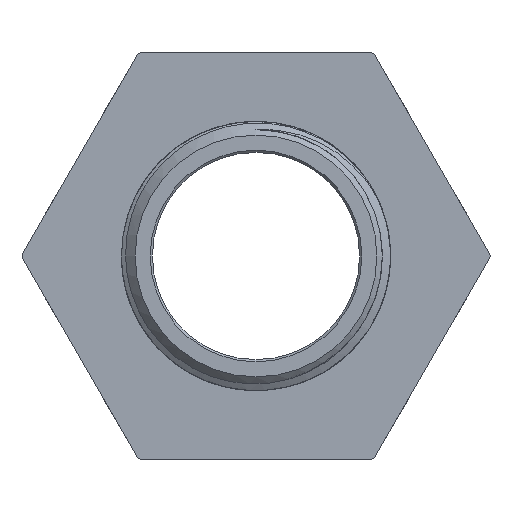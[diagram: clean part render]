
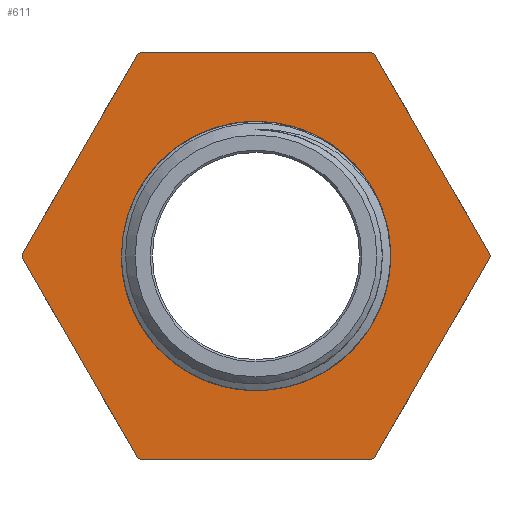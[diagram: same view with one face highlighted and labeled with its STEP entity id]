
A CAD part, left-side view. The second image highlights one B-rep face of the part: STEP entity #611.
In plain terms, the highlighted planar face has unit normal (-1, 0, 0).
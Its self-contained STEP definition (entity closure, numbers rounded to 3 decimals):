
#27=LINE('',#5278,#45);
#31=LINE('',#5303,#49);
#34=LINE('',#5318,#52);
#37=LINE('',#5333,#55);
#40=LINE('',#5348,#58);
#43=LINE('',#5363,#61);
#45=VECTOR('',#745,10.);
#49=VECTOR('',#751,10.);
#52=VECTOR('',#756,10.);
#55=VECTOR('',#761,10.);
#58=VECTOR('',#766,10.);
#61=VECTOR('',#771,10.);
#71=PLANE('',#681);
#96=FACE_BOUND('',#178,.T.);
#134=FACE_OUTER_BOUND('',#177,.T.);
#177=EDGE_LOOP('',(#527,#528,#529,#530,#531,#532,#533,#534,#535,#536,#537,
#538));
#178=EDGE_LOOP('',(#539));
#198=CIRCLE('',#637,12.4);
#214=CIRCLE('',#672,21.563);
#215=CIRCLE('',#674,21.563);
#216=CIRCLE('',#676,21.563);
#217=CIRCLE('',#678,21.563);
#218=CIRCLE('',#680,21.563);
#219=CIRCLE('',#682,21.563);
#260=VERTEX_POINT('',#1740);
#271=VERTEX_POINT('',#5276);
#272=VERTEX_POINT('',#5277);
#279=VERTEX_POINT('',#5300);
#280=VERTEX_POINT('',#5302);
#284=VERTEX_POINT('',#5315);
#285=VERTEX_POINT('',#5317);
#289=VERTEX_POINT('',#5330);
#290=VERTEX_POINT('',#5332);
#294=VERTEX_POINT('',#5345);
#295=VERTEX_POINT('',#5347);
#299=VERTEX_POINT('',#5360);
#300=VERTEX_POINT('',#5362);
#319=EDGE_CURVE('',#260,#260,#198,.T.);
#340=EDGE_CURVE('',#271,#272,#27,.T.);
#348=EDGE_CURVE('',#280,#279,#31,.T.);
#353=EDGE_CURVE('',#285,#284,#34,.T.);
#358=EDGE_CURVE('',#290,#289,#37,.T.);
#363=EDGE_CURVE('',#295,#294,#40,.T.);
#368=EDGE_CURVE('',#300,#299,#43,.T.);
#380=EDGE_CURVE('',#300,#289,#214,.T.);
#381=EDGE_CURVE('',#290,#284,#215,.T.);
#382=EDGE_CURVE('',#285,#272,#216,.T.);
#383=EDGE_CURVE('',#295,#279,#217,.T.);
#384=EDGE_CURVE('',#280,#299,#218,.T.);
#385=EDGE_CURVE('',#271,#294,#219,.T.);
#527=ORIENTED_EDGE('',*,*,#340,.T.);
#528=ORIENTED_EDGE('',*,*,#382,.F.);
#529=ORIENTED_EDGE('',*,*,#353,.T.);
#530=ORIENTED_EDGE('',*,*,#381,.F.);
#531=ORIENTED_EDGE('',*,*,#358,.T.);
#532=ORIENTED_EDGE('',*,*,#380,.F.);
#533=ORIENTED_EDGE('',*,*,#368,.T.);
#534=ORIENTED_EDGE('',*,*,#384,.F.);
#535=ORIENTED_EDGE('',*,*,#348,.T.);
#536=ORIENTED_EDGE('',*,*,#383,.F.);
#537=ORIENTED_EDGE('',*,*,#363,.T.);
#538=ORIENTED_EDGE('',*,*,#385,.F.);
#539=ORIENTED_EDGE('',*,*,#319,.T.);
#611=ADVANCED_FACE('',(#134,#96),#71,.T.);
#637=AXIS2_PLACEMENT_3D('',#1741,#717,#718);
#672=AXIS2_PLACEMENT_3D('',#5381,#805,#806);
#674=AXIS2_PLACEMENT_3D('',#5383,#809,#810);
#676=AXIS2_PLACEMENT_3D('',#5385,#813,#814);
#678=AXIS2_PLACEMENT_3D('',#5387,#817,#818);
#680=AXIS2_PLACEMENT_3D('',#5389,#821,#822);
#681=AXIS2_PLACEMENT_3D('',#5390,#823,#824);
#682=AXIS2_PLACEMENT_3D('',#5391,#825,#826);
#717=DIRECTION('center_axis',(1.,0.,0.));
#718=DIRECTION('ref_axis',(0.,0.,-1.));
#745=DIRECTION('',(0.,0.5,-0.866));
#751=DIRECTION('',(0.,0.5,0.866));
#756=DIRECTION('',(0.,-0.5,-0.866));
#761=DIRECTION('',(0.,-1.,0.));
#766=DIRECTION('',(0.,1.,0.));
#771=DIRECTION('',(0.,-0.5,0.866));
#805=DIRECTION('center_axis',(1.,0.,0.));
#806=DIRECTION('ref_axis',(0.,0.,-1.));
#809=DIRECTION('center_axis',(1.,0.,0.));
#810=DIRECTION('ref_axis',(0.,0.,-1.));
#813=DIRECTION('center_axis',(1.,0.,0.));
#814=DIRECTION('ref_axis',(0.,0.,-1.));
#817=DIRECTION('center_axis',(1.,0.,0.));
#818=DIRECTION('ref_axis',(0.,0.,-1.));
#821=DIRECTION('center_axis',(1.,0.,0.));
#822=DIRECTION('ref_axis',(0.,0.,-1.));
#823=DIRECTION('center_axis',(-1.,0.,0.));
#824=DIRECTION('ref_axis',(0.,0.,1.));
#825=DIRECTION('center_axis',(1.,0.,0.));
#826=DIRECTION('ref_axis',(0.,0.,-1.));
#1740=CARTESIAN_POINT('',(-26.,12.4,0.));
#1741=CARTESIAN_POINT('Origin',(-26.,0.,0.));
#5276=CARTESIAN_POINT('',(-26.,10.914,18.596));
#5277=CARTESIAN_POINT('',(-26.,21.562,0.154));
#5278=CARTESIAN_POINT('',(-26.,21.595,0.096));
#5300=CARTESIAN_POINT('',(-26.,-10.914,18.596));
#5302=CARTESIAN_POINT('',(-26.,-21.562,0.154));
#5303=CARTESIAN_POINT('',(-26.,-10.881,18.654));
#5315=CARTESIAN_POINT('',(-26.,10.914,-18.596));
#5317=CARTESIAN_POINT('',(-26.,21.562,-0.154));
#5318=CARTESIAN_POINT('',(-26.,16.271,-9.317));
#5330=CARTESIAN_POINT('',(-26.,-10.648,-18.75));
#5332=CARTESIAN_POINT('',(-26.,10.648,-18.75));
#5333=CARTESIAN_POINT('',(-26.,5.457,-18.75));
#5345=CARTESIAN_POINT('',(-26.,10.648,18.75));
#5347=CARTESIAN_POINT('',(-26.,-10.648,18.75));
#5348=CARTESIAN_POINT('',(-26.,16.105,18.75));
#5360=CARTESIAN_POINT('',(-26.,-21.562,-0.154));
#5362=CARTESIAN_POINT('',(-26.,-10.914,-18.596));
#5363=CARTESIAN_POINT('',(-26.,-16.205,-9.433));
#5381=CARTESIAN_POINT('Origin',(-26.,0.,0.));
#5383=CARTESIAN_POINT('Origin',(-26.,0.,0.));
#5385=CARTESIAN_POINT('Origin',(-26.,0.,0.));
#5387=CARTESIAN_POINT('Origin',(-26.,0.,0.));
#5389=CARTESIAN_POINT('Origin',(-26.,0.,0.));
#5390=CARTESIAN_POINT('Origin',(-26.,21.563,0.));
#5391=CARTESIAN_POINT('Origin',(-26.,0.,0.));
